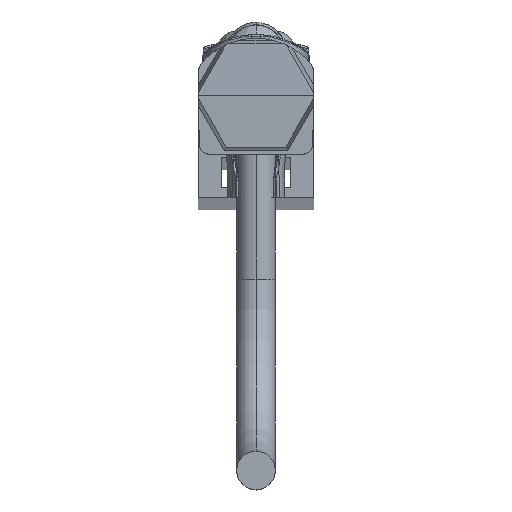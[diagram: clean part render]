
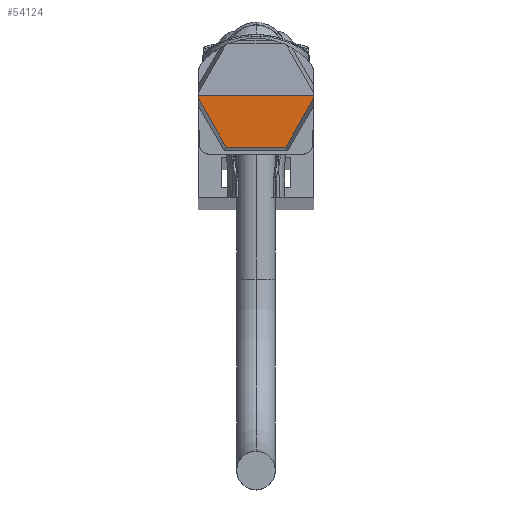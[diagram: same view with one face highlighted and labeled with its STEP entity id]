
A CAD part, top view. The second image highlights one B-rep face of the part: STEP entity #54124.
In plain terms, the highlighted planar face has unit normal (0, -0.018, 1).
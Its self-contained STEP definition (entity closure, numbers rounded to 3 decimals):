
#21022=DIRECTION('',(1.,0.,0.));
#21023=VECTOR('',#21022,12.);
#21024=CARTESIAN_POINT('',(-6.,2.35,382.75));
#21025=LINE('',#21024,#21023);
#21043=DIRECTION('',(0.017,-1.,-0.017));
#21044=VECTOR('',#21043,0.323);
#21045=CARTESIAN_POINT('',(-6.,2.35,382.75));
#21046=LINE('',#21045,#21044);
#21047=DIRECTION('',(-0.017,-1.,-0.017));
#21048=VECTOR('',#21047,0.323);
#21049=CARTESIAN_POINT('',(6.,2.35,382.75));
#21050=LINE('',#21049,#21048);
#21051=DIRECTION('',(0.497,0.868,0.015));
#21052=VECTOR('',#21051,5.82);
#21053=CARTESIAN_POINT('',(3.101,-3.021,
382.656));
#21054=LINE('',#21053,#21052);
#21055=DIRECTION('',(1.,0.,0.));
#21056=VECTOR('',#21055,6.202);
#21057=CARTESIAN_POINT('',(-3.101,-3.021,
382.656));
#21058=LINE('',#21057,#21056);
#21059=DIRECTION('',(0.497,-0.868,-0.015));
#21060=VECTOR('',#21059,5.819);
#21061=CARTESIAN_POINT('',(-5.994,2.027,
382.744));
#21062=LINE('',#21061,#21060);
#24492=CARTESIAN_POINT('',(-6.,2.35,382.75));
#24493=VERTEX_POINT('',#24492);
#24494=CARTESIAN_POINT('',(6.,2.35,382.75));
#24495=VERTEX_POINT('',#24494);
#24501=CARTESIAN_POINT('',(5.994,2.027,382.744));
#24503=VERTEX_POINT('',#24501);
#24517=CARTESIAN_POINT('',(-5.994,2.027,
382.744));
#24519=VERTEX_POINT('',#24517);
#24524=CARTESIAN_POINT('',(-3.101,-3.021,
382.656));
#24525=CARTESIAN_POINT('',(3.101,-3.021,
382.656));
#24526=VERTEX_POINT('',#24524);
#24527=VERTEX_POINT('',#24525);
#54106=CARTESIAN_POINT('',(-6.64,2.35,382.75));
#54107=DIRECTION('',(0.,-0.017,1.));
#54108=DIRECTION('',(1.,0.,0.));
#54109=AXIS2_PLACEMENT_3D('',#54106,#54107,#54108);
#54110=PLANE('',#54109);
#54112=ORIENTED_EDGE('',*,*,#54111,.F.);
#54113=ORIENTED_EDGE('',*,*,#54086,.T.);
#54115=ORIENTED_EDGE('',*,*,#54114,.T.);
#54117=ORIENTED_EDGE('',*,*,#54116,.F.);
#54119=ORIENTED_EDGE('',*,*,#54118,.F.);
#54121=ORIENTED_EDGE('',*,*,#54120,.F.);
#54122=EDGE_LOOP('',(#54112,#54113,#54115,#54117,#54119,#54121));
#54123=FACE_OUTER_BOUND('',#54122,.F.);
#54124=ADVANCED_FACE('',(#54123),#54110,.T.);
#54086=EDGE_CURVE('',#24493,#24495,#21025,.T.);
#54111=EDGE_CURVE('',#24493,#24519,#21046,.T.);
#54114=EDGE_CURVE('',#24495,#24503,#21050,.T.);
#54116=EDGE_CURVE('',#24527,#24503,#21054,.T.);
#54118=EDGE_CURVE('',#24526,#24527,#21058,.T.);
#54120=EDGE_CURVE('',#24519,#24526,#21062,.T.);
